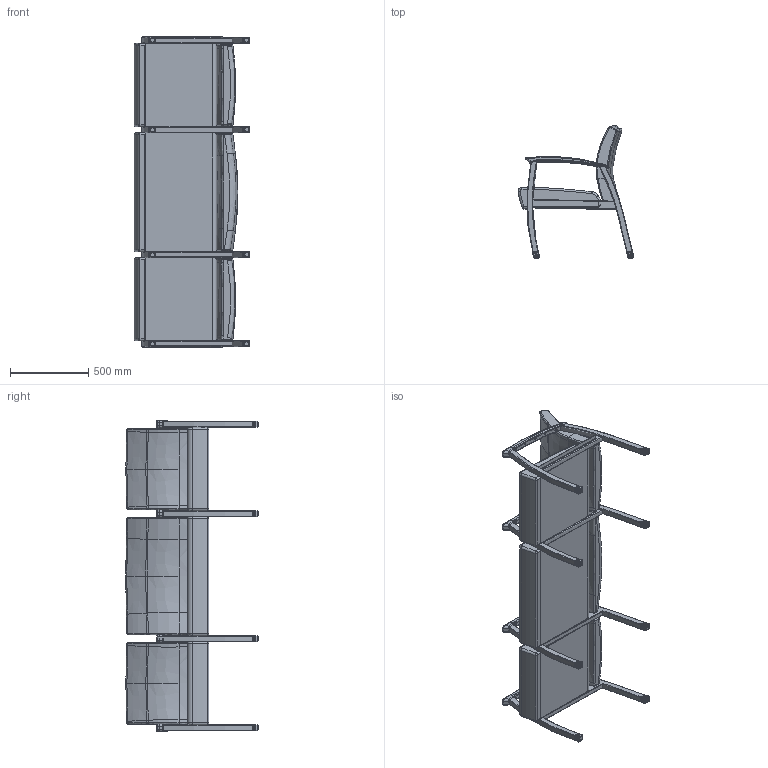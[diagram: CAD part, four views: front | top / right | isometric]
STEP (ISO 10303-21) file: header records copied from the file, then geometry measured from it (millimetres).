
FILE_DESCRIPTION(/* description */ (''),/* implementation_level */ '2;1');
FILE_NAME(/* name */ 'KOT30IBCU.stp',/* time_stamp */ '2016-11-10T08:38:19-05:00',/* author */ ('emerkel'),/* organization */ (''),/* preprocessor_version */ 'ST-DEVELOPER v16.5',/* originating_system */ 'Autodesk Inventor 2017',/* authorisation */ '');
FILE_SCHEMA (('AUTOMOTIVE_DESIGN { 1 0 10303 214 3 1 1 }'));
Products named in the file (11): KOT30IBCU; KOT10B-1 USEAT; KOT10B UBACK; KOT10 USEAT; KOT ARML 3D; KOT ARMR 3D; KOT10 BACK NEW; KOT10-1 MAC BLK; LEG CAP KOL-1; LEG CAP KOL-1_1; GLD BLK 5-16
Assembly tree (24 placements, depth 3):
  KOT30IBCU
    KOT10B-1 USEAT
    KOT10B UBACK
    KOT10 USEAT  x2
    KOT ARML 3D  x2
    KOT ARMR 3D  x2
    KOT10 BACK NEW  x2
    KOT10-1 MAC BLK  x4
    LEG CAP KOL-1  x8
      LEG CAP KOL-1_1
      GLD BLK 5-16
Bounding box: 742.6 x 846.51 x 1990.98 mm (x, y, z)
Volume: 191860555.5 mm3; surface area: 6444630 mm2
Topology: 38 solids, 54 shells, 5760 faces, 12233 edges, 6597 vertices
Faces by surface type: cylinder 1861, bspline 1527, torus 1170, plane 1044, sphere 150, cone 8
Full cylindrical faces by diameter (mm): 5.08 x12, 6.528 x16, 7.925 x16, 9.906 x8, 11.989 x8, 31.75 x8
Entity records: 47834 total; most frequent: CARTESIAN_POINT 26654, ORIENTED_EDGE 4532, DIRECTION 3988, EDGE_CURVE 2268, AXIS2_PLACEMENT_3D 1657, VERTEX_POINT 1277, EDGE_LOOP 1077, FACE_OUTER_BOUND 1031
